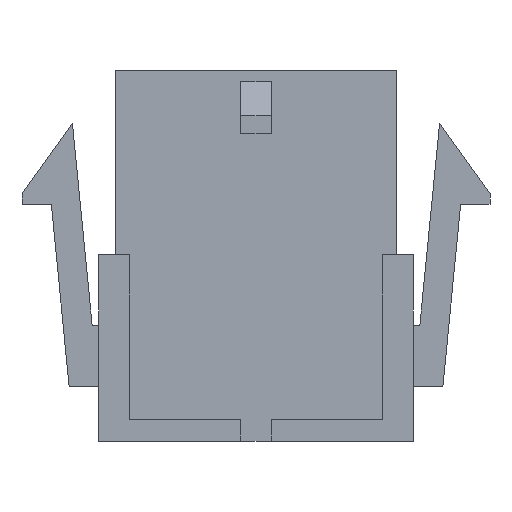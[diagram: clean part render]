
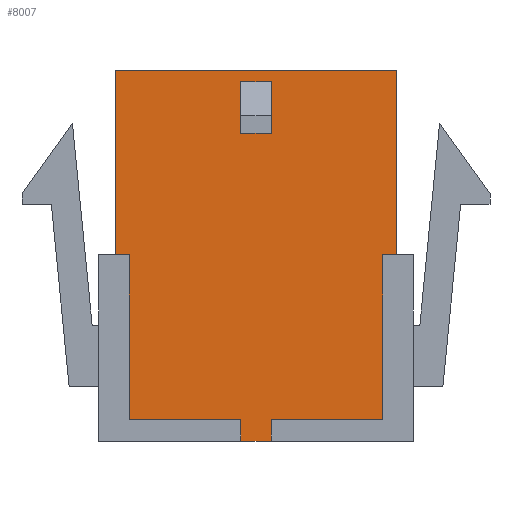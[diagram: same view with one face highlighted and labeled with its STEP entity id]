
A CAD part, front view. The second image highlights one B-rep face of the part: STEP entity #8007.
In plain terms, the highlighted planar face has unit normal (0, -1, 0).
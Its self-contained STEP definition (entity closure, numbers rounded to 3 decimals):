
#706=ORIENTED_EDGE('',*,*,#2987,.T.);
#707=ORIENTED_EDGE('',*,*,#2988,.T.);
#708=ORIENTED_EDGE('',*,*,#2989,.F.);
#709=ORIENTED_EDGE('',*,*,#2990,.F.);
#710=ORIENTED_EDGE('',*,*,#2983,.T.);
#711=ORIENTED_EDGE('',*,*,#2516,.T.);
#712=ORIENTED_EDGE('',*,*,#2976,.F.);
#713=ORIENTED_EDGE('',*,*,#2991,.F.);
#714=ORIENTED_EDGE('',*,*,#2992,.T.);
#715=ORIENTED_EDGE('',*,*,#2993,.T.);
#716=ORIENTED_EDGE('',*,*,#2994,.T.);
#717=ORIENTED_EDGE('',*,*,#2995,.F.);
#718=ORIENTED_EDGE('',*,*,#2996,.F.);
#719=ORIENTED_EDGE('',*,*,#2997,.F.);
#720=ORIENTED_EDGE('',*,*,#2998,.T.);
#721=ORIENTED_EDGE('',*,*,#2999,.T.);
#2516=EDGE_CURVE('',#3681,#3679,#4442,.T.);
#2976=EDGE_CURVE('',#4089,#3679,#4888,.T.);
#2983=EDGE_CURVE('',#4096,#3681,#4895,.T.);
#2987=EDGE_CURVE('',#4099,#4100,#4899,.T.);
#2988=EDGE_CURVE('',#4100,#4101,#4900,.T.);
#2989=EDGE_CURVE('',#4102,#4101,#4901,.T.);
#2990=EDGE_CURVE('',#4096,#4102,#4902,.T.);
#2991=EDGE_CURVE('',#4103,#4089,#4903,.T.);
#2992=EDGE_CURVE('',#4103,#4104,#4904,.T.);
#2993=EDGE_CURVE('',#4104,#4105,#4905,.T.);
#2994=EDGE_CURVE('',#4105,#4106,#4906,.T.);
#2995=EDGE_CURVE('',#4099,#4106,#4907,.T.);
#2996=EDGE_CURVE('',#4107,#4108,#4908,.T.);
#2997=EDGE_CURVE('',#4109,#4107,#4909,.T.);
#2998=EDGE_CURVE('',#4109,#4110,#4910,.T.);
#2999=EDGE_CURVE('',#4110,#4108,#4911,.T.);
#3679=VERTEX_POINT('',#11108);
#3681=VERTEX_POINT('',#11111);
#4089=VERTEX_POINT('',#12036);
#4096=VERTEX_POINT('',#12052);
#4099=VERTEX_POINT('',#12060);
#4100=VERTEX_POINT('',#12061);
#4101=VERTEX_POINT('',#12063);
#4102=VERTEX_POINT('',#12065);
#4103=VERTEX_POINT('',#12068);
#4104=VERTEX_POINT('',#12070);
#4105=VERTEX_POINT('',#12072);
#4106=VERTEX_POINT('',#12074);
#4107=VERTEX_POINT('',#12077);
#4108=VERTEX_POINT('',#12078);
#4109=VERTEX_POINT('',#12080);
#4110=VERTEX_POINT('',#12082);
#4442=LINE('',#11110,#5581);
#4888=LINE('',#12037,#6027);
#4895=LINE('',#12051,#6034);
#4899=LINE('',#12059,#6038);
#4900=LINE('',#12062,#6039);
#4901=LINE('',#12064,#6040);
#4902=LINE('',#12066,#6041);
#4903=LINE('',#12067,#6042);
#4904=LINE('',#12069,#6043);
#4905=LINE('',#12071,#6044);
#4906=LINE('',#12073,#6045);
#4907=LINE('',#12075,#6046);
#4908=LINE('',#12076,#6047);
#4909=LINE('',#12079,#6048);
#4910=LINE('',#12081,#6049);
#4911=LINE('',#12083,#6050);
#5581=VECTOR('',#8965,1000.);
#6027=VECTOR('',#9555,1000.);
#6034=VECTOR('',#9564,1000.);
#6038=VECTOR('',#9570,1000.);
#6039=VECTOR('',#9571,1000.);
#6040=VECTOR('',#9572,1000.);
#6041=VECTOR('',#9573,1000.);
#6042=VECTOR('',#9574,1000.);
#6043=VECTOR('',#9575,1000.);
#6044=VECTOR('',#9576,1000.);
#6045=VECTOR('',#9577,1000.);
#6046=VECTOR('',#9578,1000.);
#6047=VECTOR('',#9579,1000.);
#6048=VECTOR('',#9580,1000.);
#6049=VECTOR('',#9581,1000.);
#6050=VECTOR('',#9582,1000.);
#6706=EDGE_LOOP('',(#706,#707,#708,#709,#710,#711,#712,#713,#714,#715,#716,
#717));
#6707=EDGE_LOOP('',(#718,#719,#720,#721));
#7160=FACE_BOUND('',#6706,.T.);
#7161=FACE_BOUND('',#6707,.T.);
#7596=PLANE('',#8465);
#8007=ADVANCED_FACE('',(#7160,#7161),#7596,.T.);
#8465=AXIS2_PLACEMENT_3D('',#12058,#9568,#9569);
#8965=DIRECTION('',(-1.,0.,0.));
#9555=DIRECTION('',(0.,0.,1.));
#9564=DIRECTION('',(0.,0.,1.));
#9568=DIRECTION('',(0.,-1.,0.));
#9569=DIRECTION('',(0.,0.,-1.));
#9570=DIRECTION('',(0.,0.,1.));
#9571=DIRECTION('',(1.,0.,0.));
#9572=DIRECTION('',(0.,0.,-1.));
#9573=DIRECTION('',(-1.,0.,0.));
#9574=DIRECTION('',(-1.,0.,0.));
#9575=DIRECTION('',(0.,0.,-1.));
#9576=DIRECTION('',(1.,0.,0.));
#9577=DIRECTION('',(0.,0.,-1.));
#9578=DIRECTION('',(-1.,0.,0.));
#9579=DIRECTION('',(-1.,0.,0.));
#9580=DIRECTION('',(0.,0.,1.));
#9581=DIRECTION('',(-1.,0.,0.));
#9582=DIRECTION('',(0.,0.,1.));
#11108=CARTESIAN_POINT('',(-6.425,-3.425,8.45));
#11110=CARTESIAN_POINT('',(6.425,-3.425,8.45));
#11111=CARTESIAN_POINT('',(6.425,-3.425,8.45));
#12036=CARTESIAN_POINT('',(-6.425,-3.425,0.05));
#12037=CARTESIAN_POINT('',(-6.425,-3.425,-8.45));
#12051=CARTESIAN_POINT('',(6.425,-3.425,-8.45));
#12052=CARTESIAN_POINT('',(6.425,-3.425,0.05));
#12058=CARTESIAN_POINT('',(6.425,-3.425,-8.45));
#12059=CARTESIAN_POINT('',(0.7,-3.425,-8.45));
#12060=CARTESIAN_POINT('',(0.7,-3.425,-8.45));
#12061=CARTESIAN_POINT('',(0.7,-3.425,-7.45));
#12062=CARTESIAN_POINT('',(0.7,-3.425,-7.45));
#12063=CARTESIAN_POINT('',(5.775,-3.425,-7.45));
#12064=CARTESIAN_POINT('',(5.775,-3.425,0.05));
#12065=CARTESIAN_POINT('',(5.775,-3.425,0.05));
#12066=CARTESIAN_POINT('',(6.425,-3.425,0.05));
#12067=CARTESIAN_POINT('',(-5.775,-3.425,0.05));
#12068=CARTESIAN_POINT('',(-5.775,-3.425,0.05));
#12069=CARTESIAN_POINT('',(-5.775,-3.425,0.05));
#12070=CARTESIAN_POINT('',(-5.775,-3.425,-7.45));
#12071=CARTESIAN_POINT('',(-5.775,-3.425,-7.45));
#12072=CARTESIAN_POINT('',(-0.7,-3.425,-7.45));
#12073=CARTESIAN_POINT('',(-0.7,-3.425,-7.45));
#12074=CARTESIAN_POINT('',(-0.7,-3.425,-8.45));
#12075=CARTESIAN_POINT('',(6.425,-3.425,-8.45));
#12076=CARTESIAN_POINT('',(0.7,-3.425,7.95));
#12077=CARTESIAN_POINT('',(0.7,-3.425,7.95));
#12078=CARTESIAN_POINT('',(-0.7,-3.425,7.95));
#12079=CARTESIAN_POINT('',(0.7,-3.425,5.75));
#12080=CARTESIAN_POINT('',(0.7,-3.425,5.75));
#12081=CARTESIAN_POINT('',(0.7,-3.425,5.75));
#12082=CARTESIAN_POINT('',(-0.7,-3.425,5.75));
#12083=CARTESIAN_POINT('',(-0.7,-3.425,5.75));
